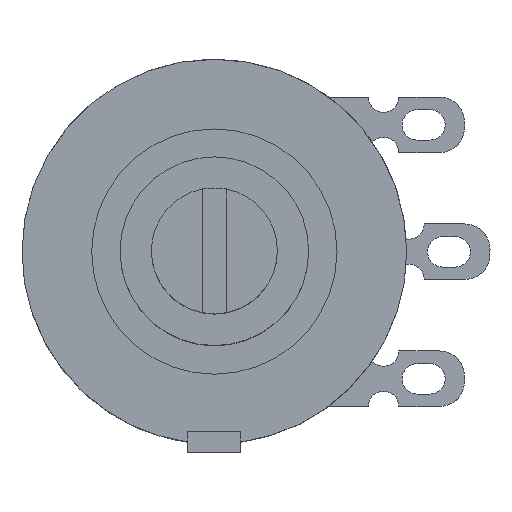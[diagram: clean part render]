
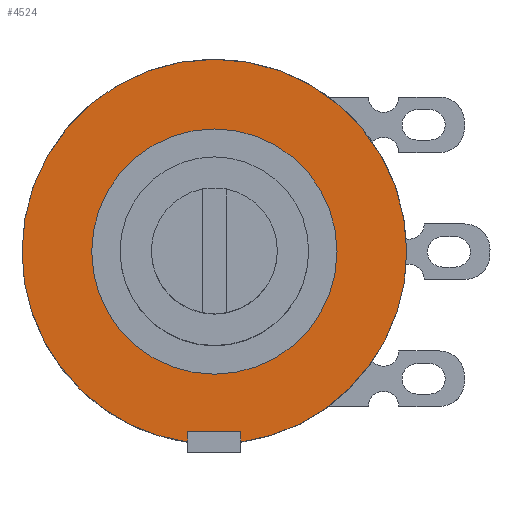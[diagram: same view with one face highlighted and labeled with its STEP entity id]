
A CAD part, top view. The second image highlights one B-rep face of the part: STEP entity #4524.
In plain terms, the highlighted planar face has unit normal (0, 0, 1).
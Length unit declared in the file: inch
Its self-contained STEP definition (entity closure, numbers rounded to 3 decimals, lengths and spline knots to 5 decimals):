
#3784=CARTESIAN_POINT('',(0.37875,0.,-0.888));
#3785=VERTEX_POINT('',#3784);
#3818=CARTESIAN_POINT('',(-0.37875,0.,-0.888));
#3819=VERTEX_POINT('',#3818);
#3826=CARTESIAN_POINT('',(0.0,0.0,-0.888));
#3827=DIRECTION('',(0.0,0.0,1.0));
#3828=DIRECTION('',(1.0,0.0,0.0));
#3829=AXIS2_PLACEMENT_3D('',#3826,#3827,#3828);
#3830=CIRCLE('',#3829,0.37875);
#3831=EDGE_CURVE('',#3785,#3819,#3830,.T.);
#4318=CARTESIAN_POINT('',(-0.05225,-0.37513,-0.888));
#4319=VERTEX_POINT('',#4318);
#4320=CARTESIAN_POINT('',(-0.05225,-0.35475,-0.888));
#4321=VERTEX_POINT('',#4320);
#4322=CARTESIAN_POINT('',(-0.05225,-0.37513,-0.888));
#4323=DIRECTION('',(0.0,1.0,0.0));
#4324=VECTOR('',#4323,0.02038);
#4325=LINE('',#4322,#4324);
#4326=EDGE_CURVE('',#4319,#4321,#4325,.T.);
#4406=CARTESIAN_POINT('',(0.05225,-0.35475,-0.888));
#4407=VERTEX_POINT('',#4406);
#4408=CARTESIAN_POINT('',(-0.05225,-0.35475,-0.888));
#4409=DIRECTION('',(1.0,0.0,0.0));
#4410=VECTOR('',#4409,0.1045);
#4411=LINE('',#4408,#4410);
#4412=EDGE_CURVE('',#4321,#4407,#4411,.T.);
#4437=CARTESIAN_POINT('',(0.05225,-0.37513,-0.888));
#4438=VERTEX_POINT('',#4437);
#4439=CARTESIAN_POINT('',(0.05225,-0.35475,-0.888));
#4440=DIRECTION('',(0.0,-1.0,0.0));
#4441=VECTOR('',#4440,0.02038);
#4442=LINE('',#4439,#4441);
#4443=EDGE_CURVE('',#4407,#4438,#4442,.T.);
#4499=CARTESIAN_POINT('',(0.0,0.0,-0.888));
#4500=DIRECTION('',(0.0,0.0,1.0));
#4501=DIRECTION('',(1.0,0.0,0.0));
#4502=AXIS2_PLACEMENT_3D('',#4499,#4500,#4501);
#4503=PLANE('',#4502);
#4504=ORIENTED_EDGE('',*,*,#4326,.T.);
#4505=ORIENTED_EDGE('',*,*,#4412,.T.);
#4506=ORIENTED_EDGE('',*,*,#4443,.T.);
#4507=CARTESIAN_POINT('',(0.0,0.0,-0.888));
#4508=DIRECTION('',(0.0,0.0,1.0));
#4509=DIRECTION('',(1.0,0.0,0.0));
#4510=AXIS2_PLACEMENT_3D('',#4507,#4508,#4509);
#4511=CIRCLE('',#4510,0.37875);
#4512=EDGE_CURVE('',#4438,#3785,#4511,.T.);
#4513=ORIENTED_EDGE('',*,*,#4512,.T.);
#4514=ORIENTED_EDGE('',*,*,#3831,.T.);
#4515=CARTESIAN_POINT('',(0.0,0.0,-0.888));
#4516=DIRECTION('',(0.0,0.0,1.0));
#4517=DIRECTION('',(1.0,0.0,0.0));
#4518=AXIS2_PLACEMENT_3D('',#4515,#4516,#4517);
#4519=CIRCLE('',#4518,0.37875);
#4520=EDGE_CURVE('',#3819,#4319,#4519,.T.);
#4521=ORIENTED_EDGE('',*,*,#4520,.T.);
#4522=EDGE_LOOP('',(#4504,#4505,#4506,#4513,#4514,#4521));
#4523=FACE_OUTER_BOUND('',#4522,.T.);
#4524=ADVANCED_FACE('',(#4523),#4503,.T.);
